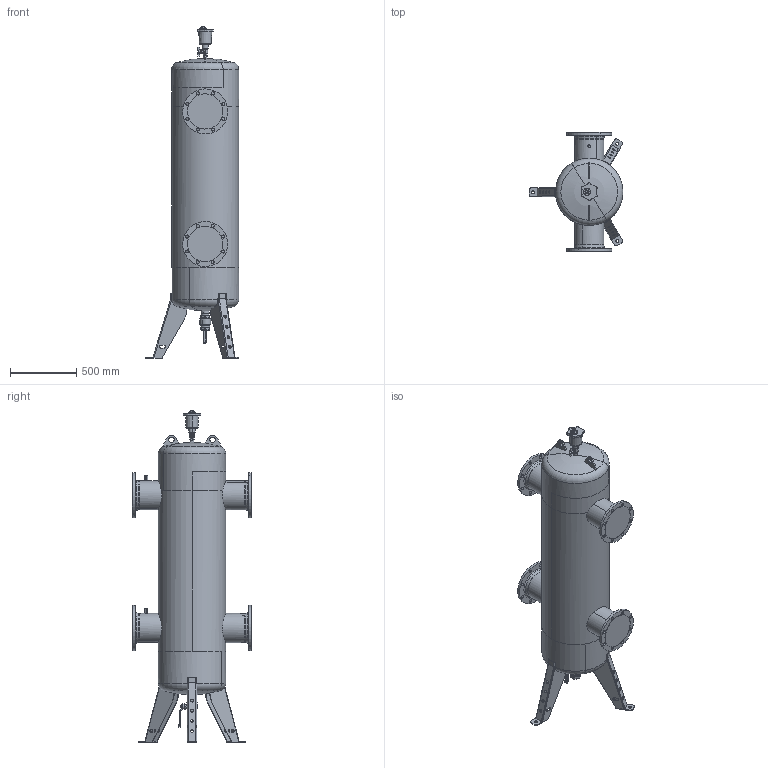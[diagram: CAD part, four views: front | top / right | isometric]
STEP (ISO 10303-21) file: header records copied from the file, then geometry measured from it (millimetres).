
FILE_DESCRIPTION(('CATIA V5 STEP Exchange'),'2;1');
FILE_NAME('STEP_548200_-_TST.stp','2019-07-02T14:53:53+00:00',('none'),('none'),'CATIA Version 5-6 Release 2016 SP4','CATIA V5 STEP AP203','none');
FILE_SCHEMA(('CONFIG_CONTROL_DESIGN'));
Length unit declared in the file: millimetre
Products named in the file (1): 548200 - TST
Bounding box: 708 x 900 x 2504.53 mm (x, y, z)
Volume: 413642133.6 mm3; surface area: 5338696.1 mm2
Topology: 2 solids, 3 shells, 768 faces, 1953 edges, 1217 vertices
Faces by surface type: cylinder 329, plane 220, torus 75, cone 72, bspline 68, sphere 4
Entity records: 26333 total; most frequent: CARTESIAN_POINT 9791, ORIENTED_EDGE 3906, DIRECTION 2413, EDGE_CURVE 1953, AXIS2_PLACEMENT_3D 1240, VERTEX_POINT 1217, EDGE_LOOP 912, ADVANCED_FACE 768
